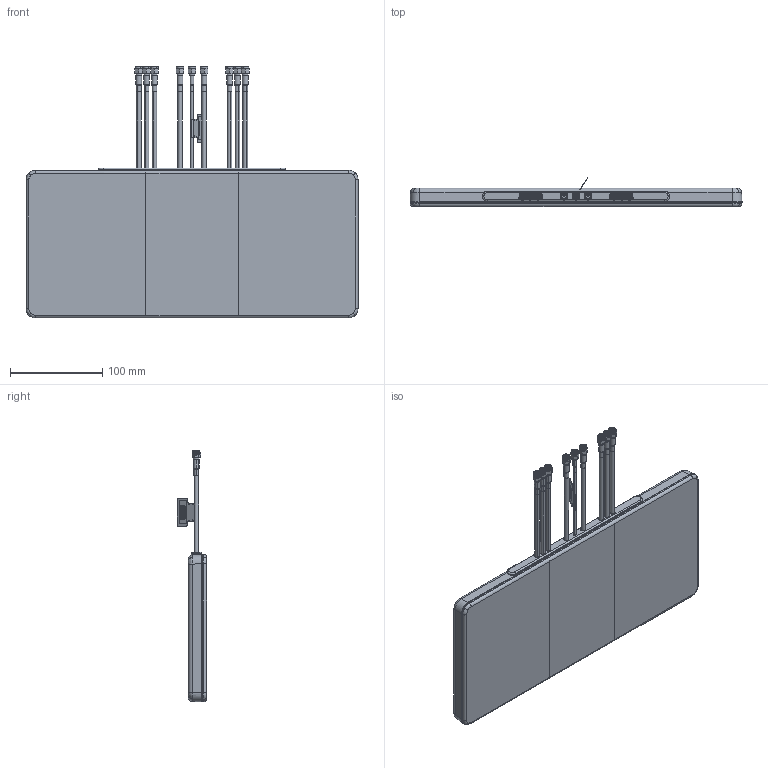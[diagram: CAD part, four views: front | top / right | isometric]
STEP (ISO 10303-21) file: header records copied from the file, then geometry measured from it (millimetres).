
FILE_DESCRIPTION (( 'STEP AP214' ), '1' );
FILE_NAME ('MA9909.A.002_Web.STEP', '2020-02-20T06:42:53', ( '' ), ( '' ), 'SwSTEP 2.0', 'SolidWorks 2017', '' );
FILE_SCHEMA (( 'AUTOMOTIVE_DESIGN' ));
Length unit declared in the file: millimetre
Products named in the file (1): MA9909.A.002_Web
Bounding box: 360 x 31.51 x 273.2 mm (x, y, z)
Surface area: 156979.8 mm2 (no closed solid volume)
Topology: 0 solids, 115 shells, 797 faces, 3297 edges, 2602 vertices
Faces by surface type: cylinder 326, plane 253, torus 97, cone 70, bspline 51
Entity records: 57313 total; most frequent: CARTESIAN_POINT 23447, DIRECTION 4741, ORIENTED_EDGE 4714, EDGE_CURVE 3297, VERTEX_POINT 2602, VECTOR 1717, LINE 1717, AXIS2_PLACEMENT_3D 1512
